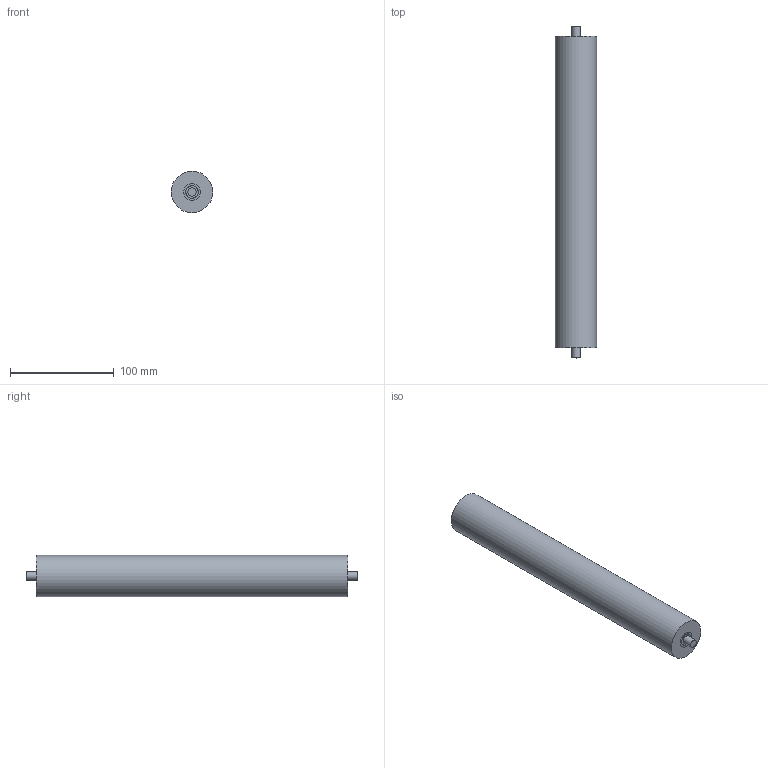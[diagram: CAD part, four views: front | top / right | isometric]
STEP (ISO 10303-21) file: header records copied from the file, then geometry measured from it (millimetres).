
FILE_DESCRIPTION(/* description */ (''),/* implementation_level */ '2;1');
FILE_NAME(/* name */ '1010213.stp',/* time_stamp */ '2024-07-03T09:20:58+02:00',/* author */ ('Bo'),/* organization */ (''),/* preprocessor_version */ 'ST-DEVELOPER v20',/* originating_system */ 'Autodesk Inventor 2025',/* authorisation */ '');
FILE_SCHEMA (('AUTOMOTIVE_DESIGN { 1 0 10303 214 3 1 1 }'));
Length unit declared in the file: millimetre
Products named in the file (7): 1010213; 1010213-1; 1010213-2; 1010213-3; 1010213-4; 1010213-5; 1010213-6
Assembly tree (6 placements, depth 2):
  1010213
    1010213-1
    1010213-2
    1010213-3
    1010213-4
    1010213-5
    1010213-6
Bounding box: 40 x 320 x 40 mm (x, y, z)
Volume: 334265.5 mm3; surface area: 65144.1 mm2
Topology: 6 solids, 6 shells, 23 faces, 33 edges, 22 vertices
Faces by surface type: plane 12, cylinder 11
Full cylindrical faces by diameter (mm): 8 x3, 12 x4, 16 x3, 40 x1
Entity records: 824 total; most frequent: DIRECTION 127, CARTESIAN_POINT 91, ORIENTED_EDGE 66, AXIS2_PLACEMENT_3D 58, EDGE_LOOP 33, EDGE_CURVE 33, FACE_OUTER_BOUND 23, ADVANCED_FACE 23
